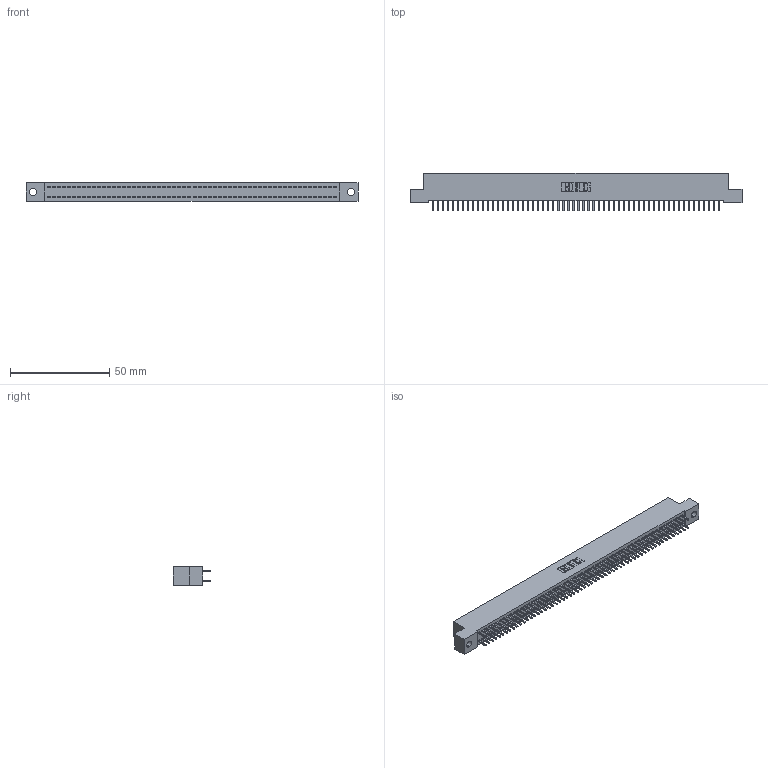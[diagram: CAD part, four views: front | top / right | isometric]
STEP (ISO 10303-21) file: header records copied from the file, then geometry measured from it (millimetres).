
FILE_DESCRIPTION (( 'STEP AP203' ), '1' );
FILE_NAME ('392-116-521-202.STEP', '2018-08-18T23:51:48', ( '' ), ( '' ), 'SwSTEP 2.0', 'SolidWorks 2016', '' );
FILE_SCHEMA (( 'CONFIG_CONTROL_DESIGN' ));
Length unit declared in the file: inch
Products named in the file (3): 342 Part_.128 Slot; 345-292-001_345-293-121; 392-116-521-202
Assembly tree (117 placements, depth 2):
  392-116-521-202
    342 Part_.128 Slot
    345-292-001_345-293-121  x116
Bounding box: 167.64 x 19.06 x 9.4 mm (x, y, z)
Volume: 15038.7 mm3; surface area: 24312.4 mm2
Topology: 117 solids, 117 shells, 6146 faces, 18291 edges, 12038 vertices
Faces by surface type: plane 4246, cylinder 1900
Entity records: 35265 total; most frequent: CARTESIAN_POINT 5826, ORIENTED_EDGE 5762, DIRECTION 4949, EDGE_CURVE 2881, VECTOR 2753, LINE 2753, VERTEX_POINT 1918, AXIS2_PLACEMENT_3D 1098
